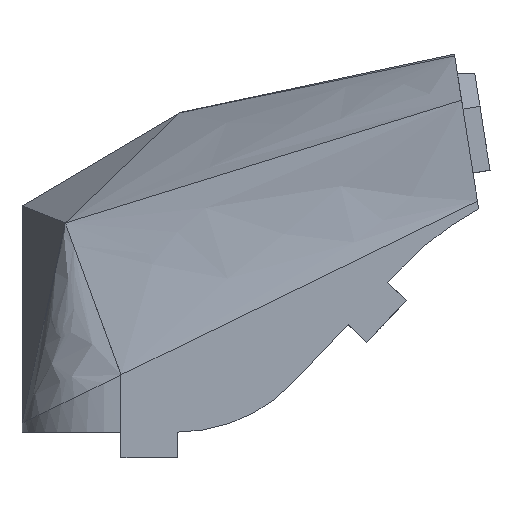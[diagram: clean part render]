
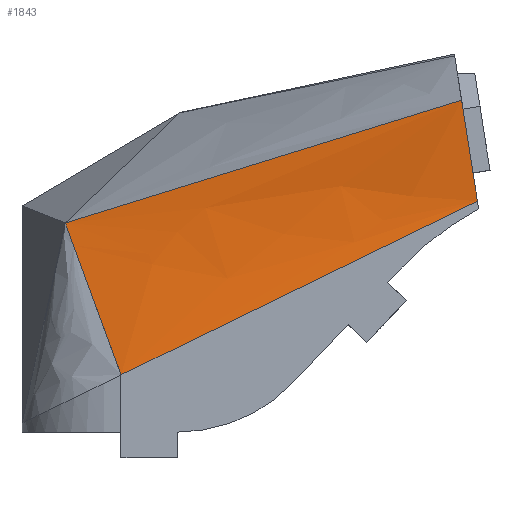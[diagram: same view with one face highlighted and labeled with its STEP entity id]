
A CAD part, front view. The second image highlights one B-rep face of the part: STEP entity #1843.
In plain terms, the highlighted free-form (B-spline) face has degree [3, 1] with [4, 2] control points.
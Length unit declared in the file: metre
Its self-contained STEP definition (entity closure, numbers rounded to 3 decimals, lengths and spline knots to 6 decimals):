
#204=LINE('',#3511,#343);
#343=VECTOR('',#2222,1.);
#659=ORIENTED_EDGE('',*,*,#1067,.T.);
#660=ORIENTED_EDGE('',*,*,#1009,.T.);
#661=ORIENTED_EDGE('',*,*,#1126,.F.);
#662=ORIENTED_EDGE('',*,*,#1127,.F.);
#663=ORIENTED_EDGE('',*,*,#1037,.F.);
#1009=EDGE_CURVE('',#1288,#1287,#1468,.T.);
#1037=EDGE_CURVE('',#1311,#1310,#1484,.T.);
#1067=EDGE_CURVE('',#1311,#1288,#1491,.F.);
#1126=EDGE_CURVE('',#1366,#1287,#204,.T.);
#1127=EDGE_CURVE('',#1310,#1366,#1496,.F.);
#1287=VERTEX_POINT('',#2652);
#1288=VERTEX_POINT('',#2657);
#1310=VERTEX_POINT('',#3254);
#1311=VERTEX_POINT('',#3256);
#1366=VERTEX_POINT('',#3498);
#1468=B_SPLINE_CURVE_WITH_KNOTS('',3,(#2653,#2654,#2655,#2656),
 .UNSPECIFIED.,.F.,.F.,(4,4),(0.,0.017838),.UNSPECIFIED.);
#1484=B_SPLINE_CURVE_WITH_KNOTS('',3,(#3257,#3258,#3259,#3260),
 .UNSPECIFIED.,.F.,.F.,(4,4),(0.,0.852881),.UNSPECIFIED.);
#1491=B_SPLINE_CURVE_WITH_KNOTS('',3,(#3369,#3370,#3371,#3372),
 .UNSPECIFIED.,.F.,.F.,(4,4),(0.007494,1.),.UNSPECIFIED.);
#1496=B_SPLINE_CURVE_WITH_KNOTS('',3,(#3512,#3513,#3514,#3515),
 .UNSPECIFIED.,.F.,.F.,(4,4),(0.,0.147119),.UNSPECIFIED.);
#1595=EDGE_LOOP('',(#659,#660,#661,#662,#663));
#1709=FACE_BOUND('',#1595,.T.);
#1780=B_SPLINE_SURFACE_WITH_KNOTS('',3,1,((#3503,#3504),(#3505,#3506),(#3507,
#3508),(#3509,#3510)),.RULED_SURF.,.F.,.F.,.F.,(4,4),(2,2),(0.000966,
1.),(0.,1.),.PIECEWISE_BEZIER_KNOTS.);
#1843=ADVANCED_FACE('',(#1709),#1780,.F.);
#2222=DIRECTION('',(0.928,-0.238,0.287));
#2652=CARTESIAN_POINT('',(0.13189,-0.017761,0.157594));
#2653=CARTESIAN_POINT('',(0.13466,-0.017885,0.139973));
#2654=CARTESIAN_POINT('',(0.133737,-0.01784,0.145847));
#2655=CARTESIAN_POINT('',(0.132814,-0.017799,0.15172));
#2656=CARTESIAN_POINT('',(0.13189,-0.017761,0.157594));
#2657=CARTESIAN_POINT('',(0.13466,-0.017885,0.139973));
#3254=CARTESIAN_POINT('',(0.064105,-0.002631,0.132246));
#3256=CARTESIAN_POINT('',(0.072398,-0.017884,0.109605));
#3257=CARTESIAN_POINT('',(0.072398,-0.017885,0.109606));
#3258=CARTESIAN_POINT('',(0.069634,-0.0128,0.117153));
#3259=CARTESIAN_POINT('',(0.06687,-0.007716,0.1247));
#3260=CARTESIAN_POINT('',(0.064105,-0.002631,0.132247));
#3369=CARTESIAN_POINT('',(0.13466,-0.017885,0.139973));
#3370=CARTESIAN_POINT('',(0.113906,-0.017885,0.12985));
#3371=CARTESIAN_POINT('',(0.093152,-0.017885,0.119728));
#3372=CARTESIAN_POINT('',(0.072398,-0.017885,0.109606));
#3498=CARTESIAN_POINT('',(0.062675,0.,0.136153));
#3503=CARTESIAN_POINT('',(0.13507,-0.017885,0.140173));
#3504=CARTESIAN_POINT('',(0.132305,-0.017867,0.157723));
#3505=CARTESIAN_POINT('',(0.114179,-0.017885,0.129984));
#3506=CARTESIAN_POINT('',(0.109095,-0.011912,0.150533));
#3507=CARTESIAN_POINT('',(0.093289,-0.017885,0.119795));
#3508=CARTESIAN_POINT('',(0.085885,-0.005956,0.143343));
#3509=CARTESIAN_POINT('',(0.072398,-0.017885,0.109606));
#3510=CARTESIAN_POINT('',(0.062675,0.,0.136153));
#3511=CARTESIAN_POINT('',(0.097524,-0.008942,0.146948));
#3512=CARTESIAN_POINT('',(0.062675,0.,0.136153));
#3513=CARTESIAN_POINT('',(0.063152,-0.000877,0.134851));
#3514=CARTESIAN_POINT('',(0.063628,-0.001754,0.133549));
#3515=CARTESIAN_POINT('',(0.064105,-0.002631,0.132247));
